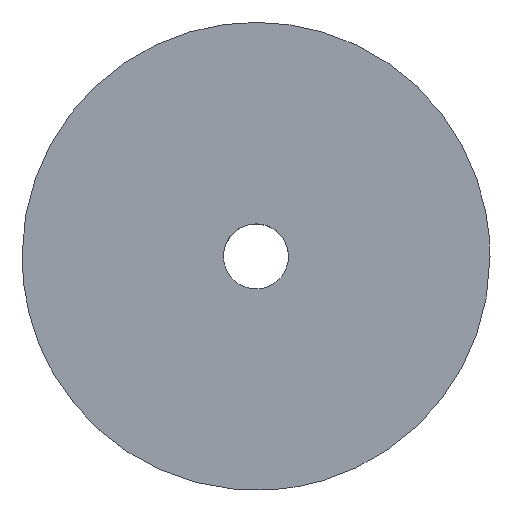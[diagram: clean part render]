
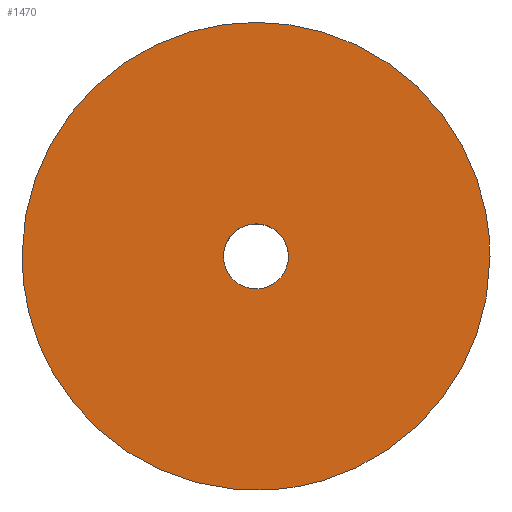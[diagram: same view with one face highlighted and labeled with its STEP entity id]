
A CAD part, top view. The second image highlights one B-rep face of the part: STEP entity #1470.
In plain terms, the highlighted free-form (B-spline) face has degree [1, 1] with [2, 2] control points.
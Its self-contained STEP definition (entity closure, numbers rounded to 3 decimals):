
#530=CARTESIAN_POINT('',(1.412,-17.945,22.));
#531=VERTEX_POINT('',#530);
#537=CARTESIAN_POINT('',(-16.738,-6.622,22.));
#538=VERTEX_POINT('',#537);
#539=CARTESIAN_POINT('',(1.412,-17.945,22.));
#540=CARTESIAN_POINT('',(0.707,-18.,22.));
#541=CARTESIAN_POINT('',(0.,-18.,22.));
#542=CARTESIAN_POINT('',(-12.236,-18.,22.));
#543=CARTESIAN_POINT('',(-16.738,-6.622,22.));
#551=(BOUNDED_CURVE()B_SPLINE_CURVE(2,(#539,#540,#541,#542,#543),.UNSPECIFIED.,.F.,.U.)B_SPLINE_CURVE_WITH_KNOTS((3,2,3),(0.736,0.75,0.938),.UNSPECIFIED.)CURVE()GEOMETRIC_REPRESENTATION_ITEM()RATIONAL_B_SPLINE_CURVE((0.97,0.984,1.0,0.78,0.89))REPRESENTATION_ITEM(''));
#552=EDGE_CURVE('',#531,#538,#551,.T.);
#604=CARTESIAN_POINT('',(-18.0,0.0,22.0));
#605=VERTEX_POINT('',#604);
#606=CARTESIAN_POINT('',(-16.738,-6.622,22.));
#607=CARTESIAN_POINT('',(-18.,-3.431,22.));
#608=CARTESIAN_POINT('',(-18.0,0.0,22.0));
#616=(BOUNDED_CURVE()B_SPLINE_CURVE(2,(#606,#607,#608),.UNSPECIFIED.,.F.,.U.)B_SPLINE_CURVE_WITH_KNOTS((3,3),(0.938,1.0),.UNSPECIFIED.)CURVE()GEOMETRIC_REPRESENTATION_ITEM()RATIONAL_B_SPLINE_CURVE((0.89,0.927,1.0))REPRESENTATION_ITEM(''));
#617=EDGE_CURVE('',#538,#605,#616,.T.);
#619=CARTESIAN_POINT('',(18.0,0.0,22.0));
#620=VERTEX_POINT('',#619);
#621=CARTESIAN_POINT('',(-18.0,0.0,22.0));
#622=CARTESIAN_POINT('',(-18.,18.,22.));
#623=CARTESIAN_POINT('',(0.0,18.0,22.0));
#624=CARTESIAN_POINT('',(18.,18.,22.));
#625=CARTESIAN_POINT('',(18.0,0.0,22.0));
#633=(BOUNDED_CURVE()B_SPLINE_CURVE(2,(#621,#622,#623,#624,#625),.UNSPECIFIED.,.F.,.U.)B_SPLINE_CURVE_WITH_KNOTS((3,2,3),(0.0,0.25,0.5),.UNSPECIFIED.)CURVE()GEOMETRIC_REPRESENTATION_ITEM()RATIONAL_B_SPLINE_CURVE((1.0,0.707,1.0,0.707,1.0))REPRESENTATION_ITEM(''));
#634=EDGE_CURVE('',#605,#620,#633,.T.);
#636=CARTESIAN_POINT('',(18.0,0.0,22.0));
#637=CARTESIAN_POINT('',(18.,-16.639,22.));
#638=CARTESIAN_POINT('',(1.412,-17.945,22.));
#646=(BOUNDED_CURVE()B_SPLINE_CURVE(2,(#636,#637,#638),.UNSPECIFIED.,.F.,.U.)B_SPLINE_CURVE_WITH_KNOTS((3,3),(0.5,0.736),.UNSPECIFIED.)CURVE()GEOMETRIC_REPRESENTATION_ITEM()RATIONAL_B_SPLINE_CURVE((1.0,0.723,0.97))REPRESENTATION_ITEM(''));
#647=EDGE_CURVE('',#620,#531,#646,.T.);
#735=CARTESIAN_POINT('',(-0.295,2.483,22.0));
#736=VERTEX_POINT('',#735);
#737=CARTESIAN_POINT('',(2.5,0.0,22.0));
#738=VERTEX_POINT('',#737);
#739=CARTESIAN_POINT('',(-0.295,2.483,22.0));
#740=CARTESIAN_POINT('',(-0.148,2.5,22.));
#741=CARTESIAN_POINT('',(0.0,2.5,22.0));
#742=CARTESIAN_POINT('',(2.5,2.5,22.));
#743=CARTESIAN_POINT('',(2.5,0.0,22.0));
#751=(BOUNDED_CURVE()B_SPLINE_CURVE(2,(#739,#740,#741,#742,#743),.UNSPECIFIED.,.F.,.U.)B_SPLINE_CURVE_WITH_KNOTS((3,2,3),(0.23,0.25,0.5),.UNSPECIFIED.)CURVE()GEOMETRIC_REPRESENTATION_ITEM()RATIONAL_B_SPLINE_CURVE((0.956,0.976,1.0,0.707,1.0))REPRESENTATION_ITEM(''));
#752=EDGE_CURVE('',#736,#738,#751,.T.);
#793=CARTESIAN_POINT('',(0.153,-2.495,22.0));
#794=VERTEX_POINT('',#793);
#800=CARTESIAN_POINT('',(2.5,0.0,22.0));
#801=CARTESIAN_POINT('',(2.5,-2.352,22.));
#802=CARTESIAN_POINT('',(0.153,-2.495,22.));
#810=(BOUNDED_CURVE()B_SPLINE_CURVE(2,(#800,#801,#802),.UNSPECIFIED.,.F.,.U.)B_SPLINE_CURVE_WITH_KNOTS((3,3),(0.5,0.739),.UNSPECIFIED.)CURVE()GEOMETRIC_REPRESENTATION_ITEM()RATIONAL_B_SPLINE_CURVE((1.0,0.72,0.976))REPRESENTATION_ITEM(''));
#811=EDGE_CURVE('',#738,#794,#810,.T.);
#834=CARTESIAN_POINT('',(-2.5,0.0,22.0));
#835=VERTEX_POINT('',#834);
#836=CARTESIAN_POINT('',(-2.5,0.0,22.0));
#837=CARTESIAN_POINT('',(-2.5,2.22,22.));
#838=CARTESIAN_POINT('',(-0.295,2.483,22.));
#846=(BOUNDED_CURVE()B_SPLINE_CURVE(2,(#836,#837,#838),.UNSPECIFIED.,.F.,.U.)B_SPLINE_CURVE_WITH_KNOTS((3,3),(0.0,0.23),.UNSPECIFIED.)CURVE()GEOMETRIC_REPRESENTATION_ITEM()RATIONAL_B_SPLINE_CURVE((1.0,0.731,0.956))REPRESENTATION_ITEM(''));
#847=EDGE_CURVE('',#835,#736,#846,.T.);
#849=CARTESIAN_POINT('',(0.153,-2.495,22.));
#850=CARTESIAN_POINT('',(0.076,-2.5,22.));
#851=CARTESIAN_POINT('',(0.0,-2.5,22.0));
#852=CARTESIAN_POINT('',(-2.5,-2.5,22.));
#853=CARTESIAN_POINT('',(-2.5,0.0,22.0));
#861=(BOUNDED_CURVE()B_SPLINE_CURVE(2,(#849,#850,#851,#852,#853),.UNSPECIFIED.,.F.,.U.)B_SPLINE_CURVE_WITH_KNOTS((3,2,3),(0.739,0.75,1.0),.UNSPECIFIED.)CURVE()GEOMETRIC_REPRESENTATION_ITEM()RATIONAL_B_SPLINE_CURVE((0.976,0.988,1.0,0.707,1.0))REPRESENTATION_ITEM(''));
#862=EDGE_CURVE('',#794,#835,#861,.T.);
#1453=CARTESIAN_POINT('',(19.798,-19.798,22.0));
#1454=CARTESIAN_POINT('',(-19.798,-19.798,22.0));
#1455=CARTESIAN_POINT('',(19.798,19.798,22.0));
#1456=CARTESIAN_POINT('',(-19.798,19.798,22.0));
#1457=B_SPLINE_SURFACE_WITH_KNOTS('',1,1,((#1453,#1455),(#1454,#1456)),.UNSPECIFIED.,.F.,.F.,.U.,(2,2),(2,2),(0.0,39.596),(0.0,39.596),.UNSPECIFIED.);
#1458=ORIENTED_EDGE('',*,*,#617,.F.);
#1459=ORIENTED_EDGE('',*,*,#552,.F.);
#1460=ORIENTED_EDGE('',*,*,#647,.F.);
#1461=ORIENTED_EDGE('',*,*,#634,.F.);
#1462=EDGE_LOOP('',(#1458,#1459,#1460,#1461));
#1463=FACE_OUTER_BOUND('',#1462,.T.);
#1464=ORIENTED_EDGE('',*,*,#811,.T.);
#1465=ORIENTED_EDGE('',*,*,#862,.T.);
#1466=ORIENTED_EDGE('',*,*,#847,.T.);
#1467=ORIENTED_EDGE('',*,*,#752,.T.);
#1468=EDGE_LOOP('',(#1464,#1465,#1466,#1467));
#1469=FACE_BOUND('',#1468,.T.);
#1470=ADVANCED_FACE('',(#1463,#1469),#1457,.F.);
